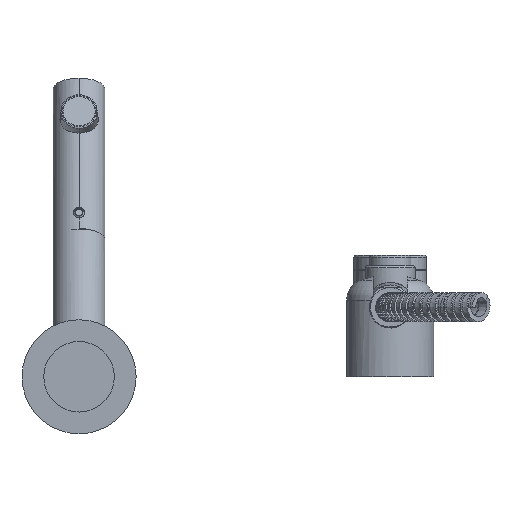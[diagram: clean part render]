
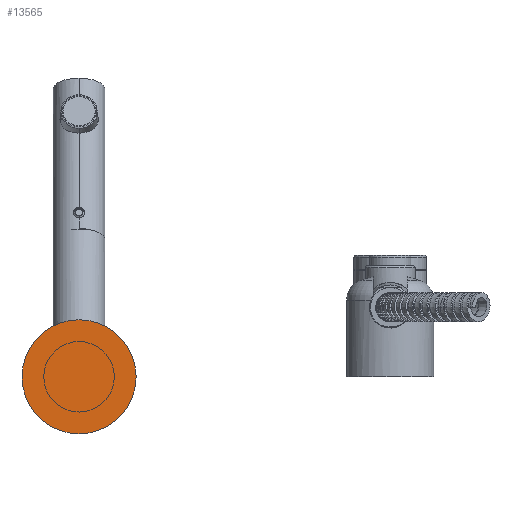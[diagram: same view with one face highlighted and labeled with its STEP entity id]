
A CAD part, front view. The second image highlights one B-rep face of the part: STEP entity #13565.
In plain terms, the highlighted planar face has unit normal (0, -1, 0).
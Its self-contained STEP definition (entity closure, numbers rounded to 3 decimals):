
#2893=CARTESIAN_POINT('',(0.,-3.5,0.));
#2894=DIRECTION('',(0.,1.,0.));
#2895=DIRECTION('',(1.,0.,0.));
#2896=AXIS2_PLACEMENT_3D('',#2893,#2894,#2895);
#2898=CARTESIAN_POINT('',(0.,-3.5,0.));
#2899=DIRECTION('',(0.,-1.,0.));
#2900=DIRECTION('',(1.,0.,0.));
#2901=AXIS2_PLACEMENT_3D('',#2898,#2899,#2900);
#9117=CARTESIAN_POINT('',(27.5,-3.5,0.));
#9119=VERTEX_POINT('',#9117);
#9125=CARTESIAN_POINT('',(-27.5,-3.5,0.));
#9127=VERTEX_POINT('',#9125);
#13556=CARTESIAN_POINT('',(0.,-3.5,0.));
#13557=DIRECTION('',(0.,-1.,0.));
#13558=DIRECTION('',(-1.,0.,0.));
#13559=AXIS2_PLACEMENT_3D('',#13556,#13557,#13558);
#13560=PLANE('',#13559);
#13561=ORIENTED_EDGE('',*,*,#13542,.F.);
#13562=ORIENTED_EDGE('',*,*,#13524,.T.);
#13563=EDGE_LOOP('',(#13561,#13562));
#13564=FACE_OUTER_BOUND('',#13563,.F.);
#13565=ADVANCED_FACE('',(#13564),#13560,.T.);
#2897=CIRCLE('',#2896,27.5);
#2902=CIRCLE('',#2901,27.5);
#13524=EDGE_CURVE('',#9119,#9127,#2897,.T.);
#13542=EDGE_CURVE('',#9119,#9127,#2902,.T.);
